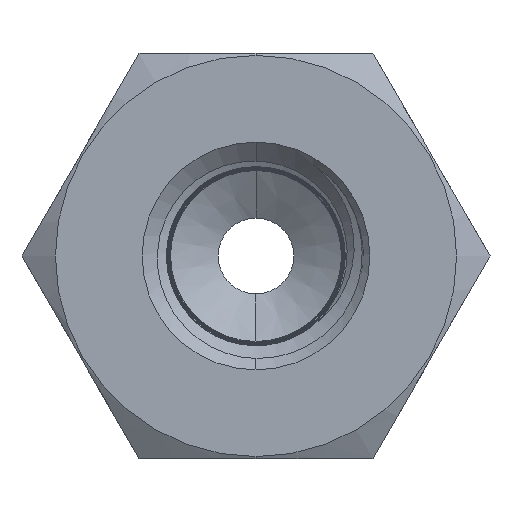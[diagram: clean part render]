
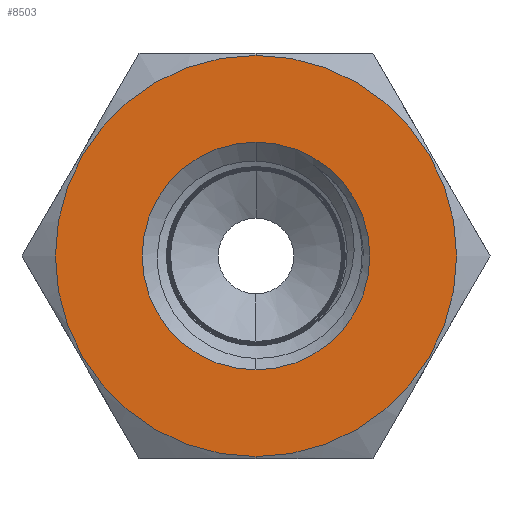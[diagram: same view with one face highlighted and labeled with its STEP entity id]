
A CAD part, left-side view. The second image highlights one B-rep face of the part: STEP entity #8503.
In plain terms, the highlighted planar face has unit normal (-1, 0, 0).
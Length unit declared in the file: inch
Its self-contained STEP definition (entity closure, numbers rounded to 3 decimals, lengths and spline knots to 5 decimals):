
#19 = CARTESIAN_POINT ( 'NONE',  ( -1.31, 0.495, 0. ) ) ;
#304 = FACE_BOUND ( 'NONE', #8887, .T. ) ;
#409 = AXIS2_PLACEMENT_3D ( 'NONE', #19, #7196, #6500 ) ;
#670 = CARTESIAN_POINT ( 'NONE',  ( -1.31, 0., 0.281 ) ) ;
#718 = AXIS2_PLACEMENT_3D ( 'NONE', #4386, #2223, #798 ) ;
#769 = EDGE_CURVE ( 'NONE', #7868, #3936, #5566, .T. ) ;
#798 = DIRECTION ( 'NONE',  ( 0., 0., 1. ) ) ;
#1461 = DIRECTION ( 'NONE',  ( 0., 0., 1. ) ) ;
#1660 = CIRCLE ( 'NONE', #3842, 0.495 ) ;
#1763 = FACE_OUTER_BOUND ( 'NONE', #9222, .T. ) ;
#2223 = DIRECTION ( 'NONE',  ( -1., 0., 0. ) ) ;
#2628 = DIRECTION ( 'NONE',  ( 0., 0., 1. ) ) ;
#2846 = CARTESIAN_POINT ( 'NONE',  ( -1.31, 0., 0. ) ) ;
#2950 = PLANE ( 'NONE',  #409 ) ;
#3114 = CIRCLE ( 'NONE', #3911, 0.281 ) ;
#3659 = CIRCLE ( 'NONE', #718, 0.495 ) ;
#3842 = AXIS2_PLACEMENT_3D ( 'NONE', #9041, #4713, #8437 ) ;
#3911 = AXIS2_PLACEMENT_3D ( 'NONE', #2846, #8579, #1461 ) ;
#3936 = VERTEX_POINT ( 'NONE', #7673 ) ;
#4386 = CARTESIAN_POINT ( 'NONE',  ( -1.31, 0., 0. ) ) ;
#4635 = CARTESIAN_POINT ( 'NONE',  ( -1.31, 0., -0.495 ) ) ;
#4713 = DIRECTION ( 'NONE',  ( -1., 0., 0. ) ) ;
#4993 = CARTESIAN_POINT ( 'NONE',  ( -1.31, 0., 0.495 ) ) ;
#5377 = AXIS2_PLACEMENT_3D ( 'NONE', #8379, #6917, #2628 ) ;
#5566 = CIRCLE ( 'NONE', #5377, 0.281 ) ;
#6500 = DIRECTION ( 'NONE',  ( 0., 0., -1. ) ) ;
#6517 = EDGE_CURVE ( 'NONE', #7400, #7803, #1660, .T. ) ;
#6665 = ORIENTED_EDGE ( 'NONE', *, *, #769, .F. ) ;
#6917 = DIRECTION ( 'NONE',  ( -1., 0., 0. ) ) ;
#7165 = ORIENTED_EDGE ( 'NONE', *, *, #9275, .T. ) ;
#7196 = DIRECTION ( 'NONE',  ( 1., 0., 0. ) ) ;
#7261 = ORIENTED_EDGE ( 'NONE', *, *, #6517, .T. ) ;
#7400 = VERTEX_POINT ( 'NONE', #4635 ) ;
#7673 = CARTESIAN_POINT ( 'NONE',  ( -1.31, 0., -0.281 ) ) ;
#7803 = VERTEX_POINT ( 'NONE', #4993 ) ;
#7868 = VERTEX_POINT ( 'NONE', #670 ) ;
#8212 = ORIENTED_EDGE ( 'NONE', *, *, #9061, .F. ) ;
#8379 = CARTESIAN_POINT ( 'NONE',  ( -1.31, 0., 0. ) ) ;
#8437 = DIRECTION ( 'NONE',  ( 0., 0., 1. ) ) ;
#8503 = ADVANCED_FACE ( 'NONE', ( #1763, #304 ), #2950, .F. ) ;
#8579 = DIRECTION ( 'NONE',  ( -1., 0., 0. ) ) ;
#8887 = EDGE_LOOP ( 'NONE', ( #6665, #8212 ) ) ;
#9041 = CARTESIAN_POINT ( 'NONE',  ( -1.31, 0., 0. ) ) ;
#9061 = EDGE_CURVE ( 'NONE', #3936, #7868, #3114, .T. ) ;
#9222 = EDGE_LOOP ( 'NONE', ( #7261, #7165 ) ) ;
#9275 = EDGE_CURVE ( 'NONE', #7803, #7400, #3659, .T. ) ;
